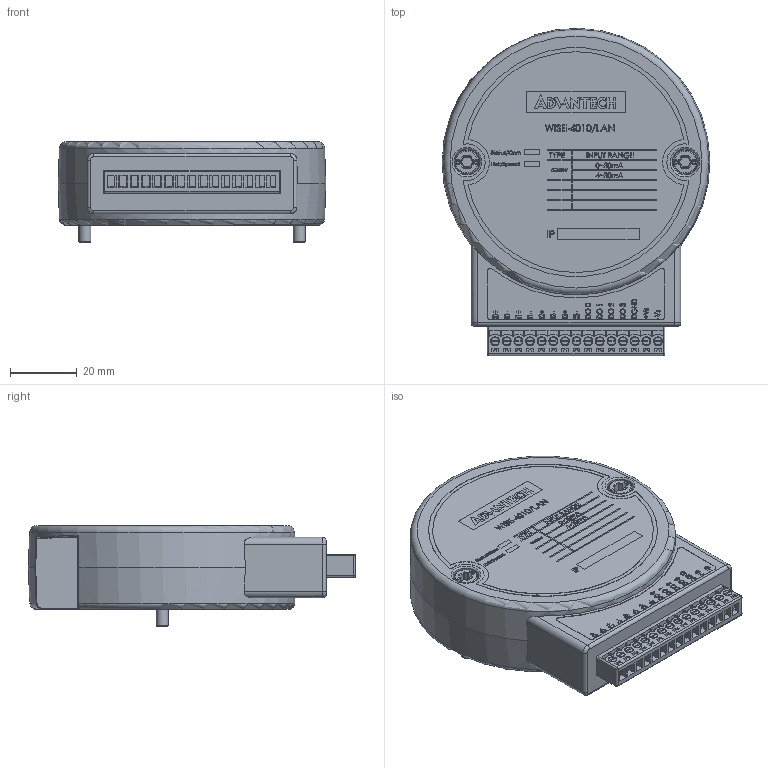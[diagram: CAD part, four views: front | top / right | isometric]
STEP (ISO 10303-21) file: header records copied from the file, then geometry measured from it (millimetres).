
FILE_DESCRIPTION (( 'STEP AP214' ), '1' );
FILE_NAME ('WISE-4010_LAN.STEP', '2015-07-20T13:18:58', ( '' ), ( '' ), 'SwSTEP 2.0', 'SolidWorks 2013', '' );
FILE_SCHEMA (( 'AUTOMOTIVE_DESIGN' ));
Length unit declared in the file: millimetre
Products named in the file (1): WISE-4010_LAN
Bounding box: 79.99 x 97.79 x 30 mm (x, y, z)
Volume: 136710.3 mm3; surface area: 23968 mm2
Topology: 1 solids, 1 shells, 2347 faces, 6068 edges, 3942 vertices
Faces by surface type: plane 1431, bspline 536, cylinder 240, torus 88, sphere 39, cone 13
Full cylindrical faces by diameter (mm): 2 x16, 2.279 x15, 2.646 x15, 3.56 x2, 3.66 x2, 7 x2
Entity records: 122439 total; most frequent: CARTESIAN_POINT 45368, ORIENTED_EDGE 11778, DIRECTION 9058, EDGE_CURVE 5889, LINE 4160, VECTOR 4160, VERTEX_POINT 3900, EDGE_LOOP 2731
